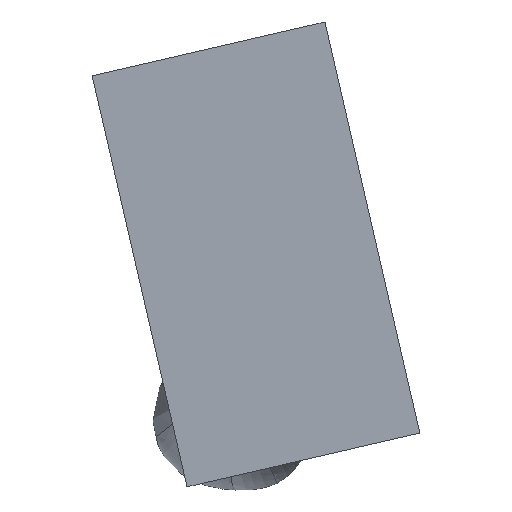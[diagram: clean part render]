
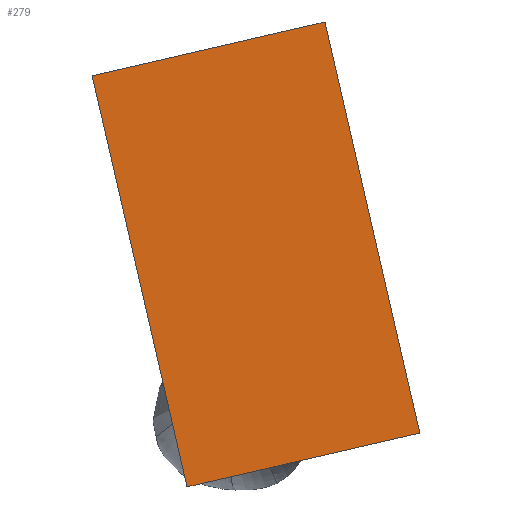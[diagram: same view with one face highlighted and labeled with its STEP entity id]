
A CAD part, front view. The second image highlights one B-rep face of the part: STEP entity #279.
In plain terms, the highlighted free-form (B-spline) face has degree [1, 1] with [2, 2] control points.
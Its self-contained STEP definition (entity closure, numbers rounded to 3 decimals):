
#197 = VERTEX_POINT('',#198);
#198 = CARTESIAN_POINT('',(190.097,-883.379,
    -90.698));
#203 = EDGE_CURVE('',#197,#204,#206,.T.);
#204 = VERTEX_POINT('',#205);
#205 = CARTESIAN_POINT('',(34.427,-883.379,
    -126.637));
#206 = B_SPLINE_CURVE_WITH_KNOTS('',1,(#207,#208),.UNSPECIFIED.,.F.,.F.,
  (2,2),(-170.,-0.),.PIECEWISE_BEZIER_KNOTS.);
#207 = CARTESIAN_POINT('',(190.097,-883.379,
    -90.698));
#208 = CARTESIAN_POINT('',(34.427,-883.379,
    -126.637));
#225 = VERTEX_POINT('',#226);
#226 = CARTESIAN_POINT('',(126.675,-883.379,
    184.013));
#231 = EDGE_CURVE('',#225,#197,#232,.T.);
#232 = B_SPLINE_CURVE_WITH_KNOTS('',1,(#233,#234),.UNSPECIFIED.,.F.,.F.,
  (2,2),(-300.,0.),.PIECEWISE_BEZIER_KNOTS.);
#233 = CARTESIAN_POINT('',(126.675,-883.379,
    184.013));
#234 = CARTESIAN_POINT('',(190.097,-883.379,
    -90.698));
#247 = EDGE_CURVE('',#204,#248,#250,.T.);
#248 = VERTEX_POINT('',#249);
#249 = CARTESIAN_POINT('',(-28.995,-883.379,
    148.074));
#250 = B_SPLINE_CURVE_WITH_KNOTS('',1,(#251,#252),.UNSPECIFIED.,.F.,.F.,
  (2,2),(-300.,0.),.PIECEWISE_BEZIER_KNOTS.);
#251 = CARTESIAN_POINT('',(34.427,-883.379,
    -126.637));
#252 = CARTESIAN_POINT('',(-28.995,-883.379,
    148.074));
#269 = EDGE_CURVE('',#248,#225,#270,.T.);
#270 = B_SPLINE_CURVE_WITH_KNOTS('',1,(#271,#272),.UNSPECIFIED.,.F.,.F.,
  (2,2),(-170.,0.),.PIECEWISE_BEZIER_KNOTS.);
#271 = CARTESIAN_POINT('',(-28.995,-883.379,
    148.074));
#272 = CARTESIAN_POINT('',(126.675,-883.379,
    184.013));
#279 = ADVANCED_FACE('',(#280),#286,.T.);
#280 = FACE_BOUND('',#281,.T.);
#281 = EDGE_LOOP('',(#282,#283,#284,#285));
#282 = ORIENTED_EDGE('',*,*,#231,.F.);
#283 = ORIENTED_EDGE('',*,*,#269,.F.);
#284 = ORIENTED_EDGE('',*,*,#247,.F.);
#285 = ORIENTED_EDGE('',*,*,#203,.F.);
#286 = B_SPLINE_SURFACE_WITH_KNOTS('',1,1,(
    (#287,#288)
    ,(#289,#290
    )),.UNSPECIFIED.,.F.,.F.,.F.,(2,2),(2,2),(-250.,50.),(-60.,110.),
  .PIECEWISE_BEZIER_KNOTS.);
#287 = CARTESIAN_POINT('',(-28.995,-883.379,
    148.074));
#288 = CARTESIAN_POINT('',(126.675,-883.379,
    184.013));
#289 = CARTESIAN_POINT('',(34.427,-883.379,
    -126.637));
#290 = CARTESIAN_POINT('',(190.097,-883.379,
    -90.698));
